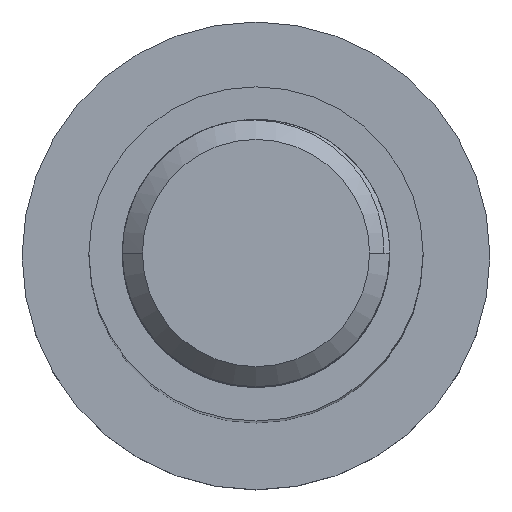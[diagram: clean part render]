
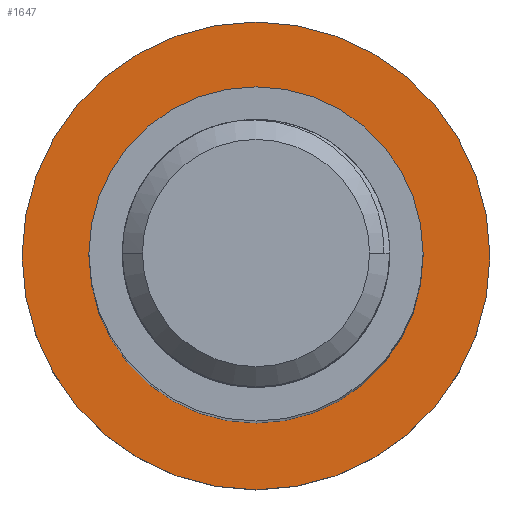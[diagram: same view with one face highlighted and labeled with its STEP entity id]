
A CAD part, top view. The second image highlights one B-rep face of the part: STEP entity #1647.
In plain terms, the highlighted planar face has unit normal (0, 0, 1).
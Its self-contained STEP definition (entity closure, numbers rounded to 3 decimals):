
#19=CARTESIAN_POINT('',(0.,0.,2.5));
#20=DIRECTION('',(0.,0.,1.));
#21=DIRECTION('',(1.,0.,0.));
#22=AXIS2_PLACEMENT_3D('',#19,#20,#21);
#24=CARTESIAN_POINT('',(0.,0.,2.5));
#25=DIRECTION('',(0.,0.,1.));
#26=DIRECTION('',(-1.,0.,0.));
#27=AXIS2_PLACEMENT_3D('',#24,#25,#26);
#29=CARTESIAN_POINT('',(0.,0.,2.5));
#30=DIRECTION('',(0.,0.,1.));
#31=DIRECTION('',(1.,0.,0.));
#32=AXIS2_PLACEMENT_3D('',#29,#30,#31);
#34=CARTESIAN_POINT('',(0.,0.,2.5));
#35=DIRECTION('',(0.,0.,1.));
#36=DIRECTION('',(-1.,0.,0.));
#37=AXIS2_PLACEMENT_3D('',#34,#35,#36);
#1495=CARTESIAN_POINT('',(7.,0.,2.5));
#1496=CARTESIAN_POINT('',(-7.,0.,2.5));
#1497=VERTEX_POINT('',#1495);
#1498=VERTEX_POINT('',#1496);
#1503=CARTESIAN_POINT('',(5.,0.,2.5));
#1504=CARTESIAN_POINT('',(-5.,0.,2.5));
#1505=VERTEX_POINT('',#1503);
#1506=VERTEX_POINT('',#1504);
#1632=CARTESIAN_POINT('',(0.,0.,2.5));
#1633=DIRECTION('',(0.,0.,1.));
#1634=DIRECTION('',(1.,0.,0.));
#1635=AXIS2_PLACEMENT_3D('',#1632,#1633,#1634);
#1636=PLANE('',#1635);
#1637=ORIENTED_EDGE('',*,*,#1612,.F.);
#1638=ORIENTED_EDGE('',*,*,#1626,.F.);
#1639=EDGE_LOOP('',(#1637,#1638));
#1640=FACE_OUTER_BOUND('',#1639,.F.);
#1642=ORIENTED_EDGE('',*,*,#1641,.T.);
#1644=ORIENTED_EDGE('',*,*,#1643,.T.);
#1645=EDGE_LOOP('',(#1642,#1644));
#1646=FACE_BOUND('',#1645,.F.);
#1647=ADVANCED_FACE('',(#1640,#1646),#1636,.T.);
#23=CIRCLE('',#22,7.);
#28=CIRCLE('',#27,7.);
#33=CIRCLE('',#32,5.);
#38=CIRCLE('',#37,5.);
#1612=EDGE_CURVE('',#1497,#1498,#23,.T.);
#1626=EDGE_CURVE('',#1498,#1497,#28,.T.);
#1641=EDGE_CURVE('',#1505,#1506,#33,.T.);
#1643=EDGE_CURVE('',#1506,#1505,#38,.T.);
